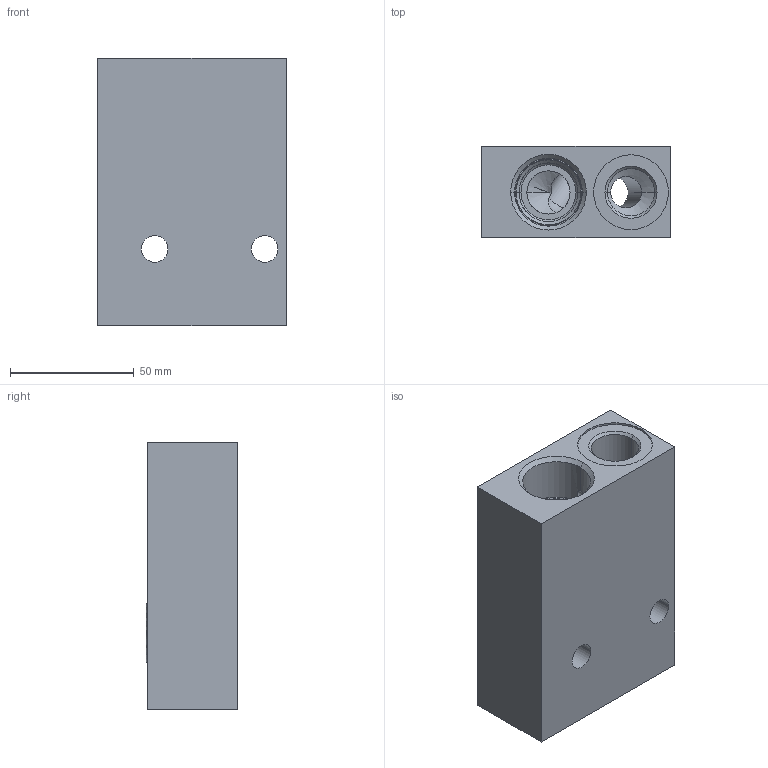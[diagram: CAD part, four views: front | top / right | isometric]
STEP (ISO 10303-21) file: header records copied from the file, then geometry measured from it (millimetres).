
FILE_DESCRIPTION((''),'2;1');
FILE_NAME('ZTH_ASM','2019-12-17T',('ProEService'),(''),'PRO/ENGINEER BY PARAMETRIC TECHNOLOGY CORPORATION, 2014200','PRO/ENGINEER BY PARAMETRIC TECHNOLOGY CORPORATION, 2014200','');
FILE_SCHEMA(('CONFIG_CONTROL_DESIGN'));
Length unit declared in the file: inch
Products named in the file (3): 150-780-003; 500-001-117; ZTH_ASM
Assembly tree (2 placements, depth 2):
  ZTH_ASM
    150-780-003
    500-001-117
Bounding box: 76.2 x 36.98 x 107.95 mm (x, y, z)
Volume: 225683.1 mm3; surface area: 46986.4 mm2
Topology: 2 solids, 2 shells, 95 faces, 451 edges, 448 vertices
Faces by surface type: cylinder 42, cone 26, plane 14, sphere 7, revolution 4, torus 2
Entity records: 5766 total; most frequent: CARTESIAN_POINT 2359, DIRECTION 675, ORIENTED_EDGE 472, VECTOR 287, LINE 287, EDGE_CURVE 236, TRIMMED_CURVE 209, AXIS2_PLACEMENT_3D 192
